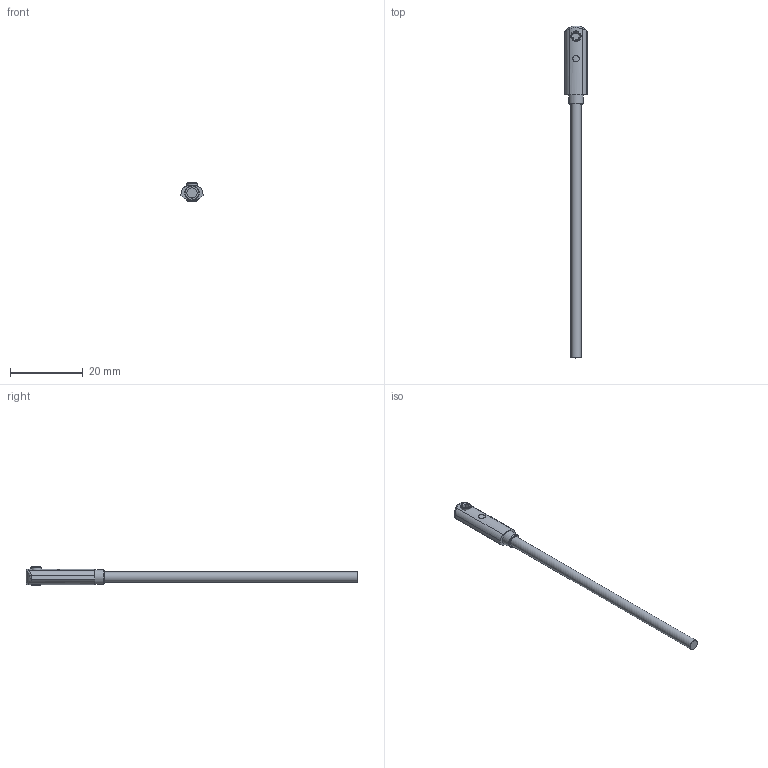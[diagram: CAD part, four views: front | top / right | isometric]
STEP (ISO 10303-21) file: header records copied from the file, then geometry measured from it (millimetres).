
FILE_DESCRIPTION(/* description */ (''),/* implementation_level */ '2;1');
FILE_NAME(/* name */ 'ipf_z3d_MZA701A6.stp',/* time_stamp */ '2019-11-22T15:06:28+01:00',/* author */ ('g.aydin'),/* organization */ (''),/* preprocessor_version */ 'ST-DEVELOPER v15.2',/* originating_system */ 'Autodesk Inventor 2014',/* authorisation */ '');
FILE_SCHEMA (('AUTOMOTIVE_DESIGN { 1 0 10303 214 3 1 1 }'));
Length unit declared in the file: millimetre
Products named in the file (3): MZA70176; MS300584_00; ipf_z3d_MZA701A6
Bounding box: 6.15 x 91.5 x 5 mm (x, y, z)
Volume: 790 mm3; surface area: 1180.7 mm2
Topology: 2 solids, 4 shells, 46 faces, 90 edges, 56 vertices
Faces by surface type: plane 23, cylinder 14, bspline 6, cone 2, torus 1
Full cylindrical faces by diameter (mm): 1.8 x2, 2.459 x1, 2.8 x1, 2.9 x1, 3.5 x1, 4 x1
Entity records: 1510 total; most frequent: CARTESIAN_POINT 565, DIRECTION 176, ORIENTED_EDGE 158, EDGE_CURVE 79, AXIS2_PLACEMENT_3D 69, EDGE_LOOP 62, VERTEX_POINT 55, FACE_OUTER_BOUND 46
